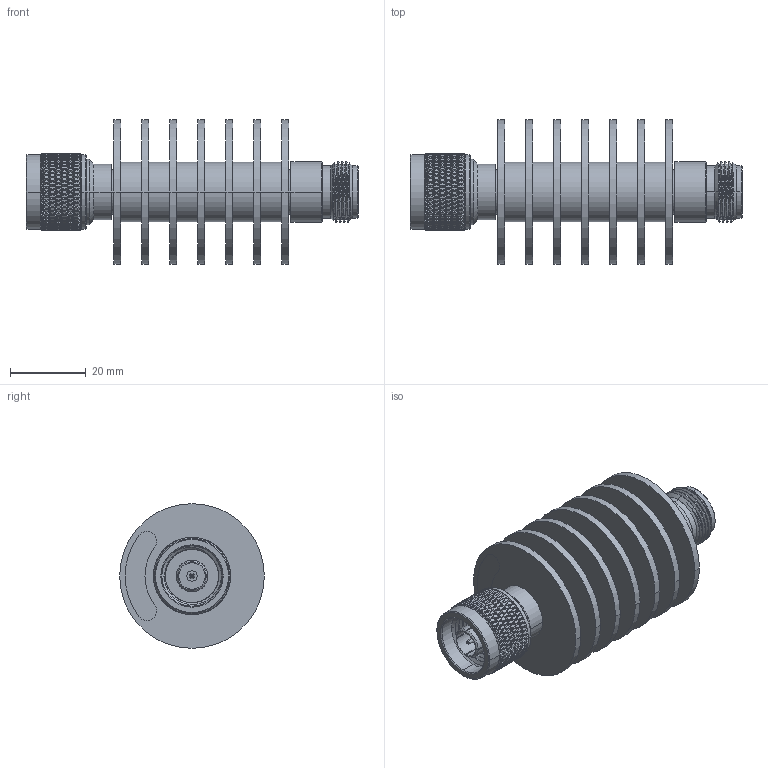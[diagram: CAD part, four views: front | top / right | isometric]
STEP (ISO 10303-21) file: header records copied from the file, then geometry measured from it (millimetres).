
FILE_DESCRIPTION (( 'STEP AP214' ), '1' );
FILE_NAME ('SA18N25WA-30_3D.step', '2026-01-12T16:01:18', ( '' ), ( '' ), 'SwSTEP 2.0', 'SolidWorks 2025', '' );
FILE_SCHEMA (( 'AUTOMOTIVE_DESIGN' ));
Products named in the file (1): SA18N25WA-30_3D
Bounding box: 87.4 x 38.1 x 38.1 mm (x, y, z)
Volume: 28063 mm3; surface area: 21464 mm2
Topology: 1 solids, 1 shells, 2405 faces, 5162 edges, 2787 vertices
Faces by surface type: bspline 1770, cylinder 539, plane 58, cone 38
Entity records: 88302 total; most frequent: CARTESIAN_POINT 56006, ORIENTED_EDGE 10324, EDGE_CURVE 5162, VERTEX_POINT 2787, EDGE_LOOP 2433, FACE_OUTER_BOUND 2405, ADVANCED_FACE 2405, B_SPLINE_CURVE_WITH_KNOTS 2197
